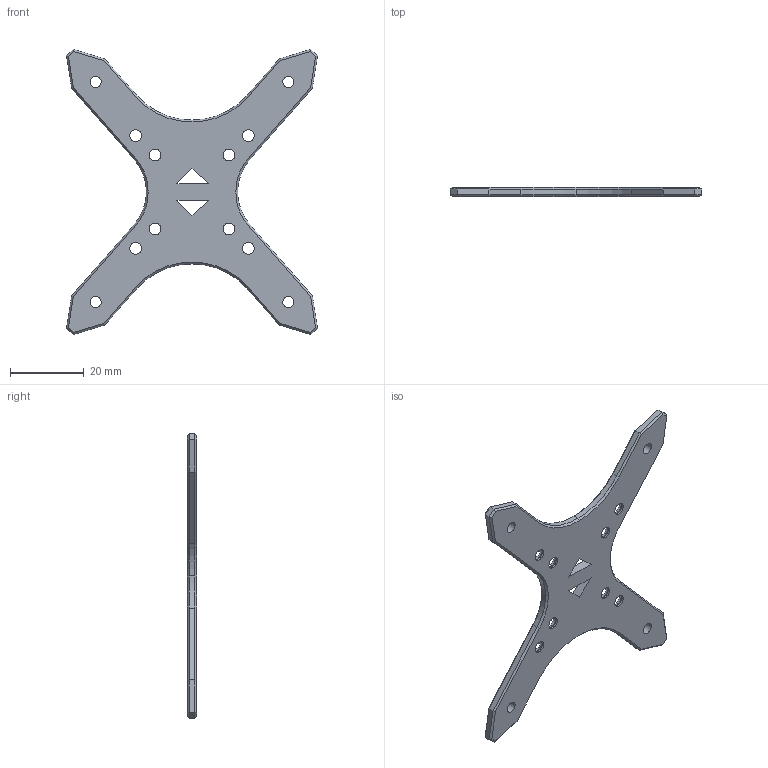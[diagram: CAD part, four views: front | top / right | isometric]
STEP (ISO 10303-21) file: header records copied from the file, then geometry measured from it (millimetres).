
FILE_DESCRIPTION(/* description */ (''),/* implementation_level */ '2;1');
FILE_NAME(/* name */ 'middle_plate.step',/* time_stamp */ '2023-09-14T17:16:19-03:00',/* author */ (''),/* organization */ (''),/* preprocessor_version */ 'ST-DEVELOPER v20',/* originating_system */ 'Autodesk Translation Framework v12.9.0.99',/* authorisation */ '');
FILE_SCHEMA (('AUTOMOTIVE_DESIGN { 1 0 10303 214 3 1 1 }'));
Length unit declared in the file: millimetre
Products named in the file (1): middle_plate
Bounding box: 68.05 x 2.5 x 77.27 mm (x, y, z)
Volume: 5407.5 mm3; surface area: 5606 mm2
Topology: 1 solids, 1 shells, 120 faces, 290 edges, 172 vertices
Faces by surface type: plane 68, cylinder 28, cone 24
Full cylindrical faces by diameter (mm): 3.05 x4, 3.2 x8, 6.2 x8
Entity records: 3526 total; most frequent: CARTESIAN_POINT 607, DIRECTION 604, ORIENTED_EDGE 580, EDGE_CURVE 290, LINE 202, VECTOR 202, AXIS2_PLACEMENT_3D 201, VERTEX_POINT 172
